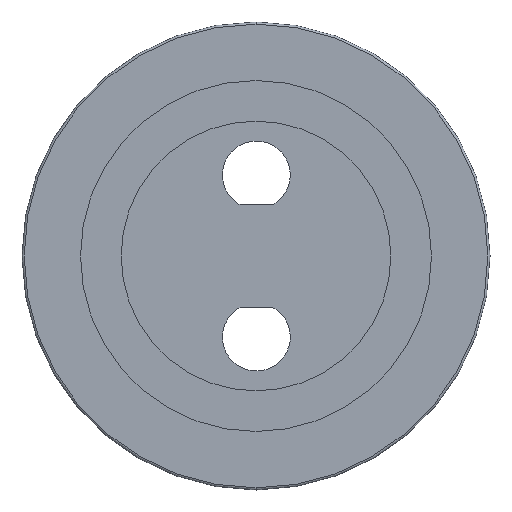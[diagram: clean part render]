
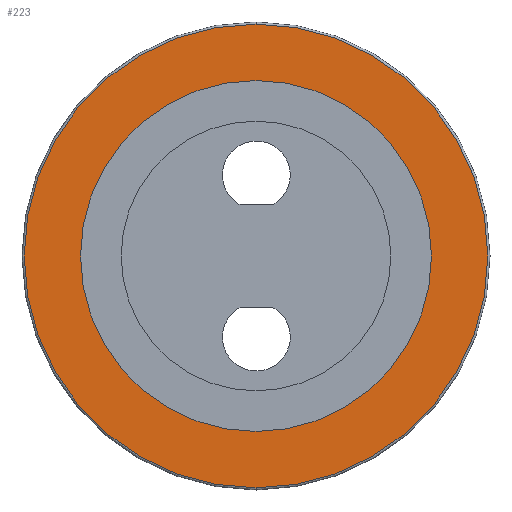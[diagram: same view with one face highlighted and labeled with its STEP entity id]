
A CAD part, front view. The second image highlights one B-rep face of the part: STEP entity #223.
In plain terms, the highlighted planar face has unit normal (0, -1, 0).
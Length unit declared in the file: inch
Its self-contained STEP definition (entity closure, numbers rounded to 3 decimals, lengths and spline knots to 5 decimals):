
#22 = ORIENTED_EDGE ( 'NONE', *, *, #403, .F. ) ;
#61 = DIRECTION ( 'NONE',  ( 0., 0., 1. ) ) ;
#62 = DIRECTION ( 'NONE',  ( 0., -1., 0. ) ) ;
#63 = CIRCLE ( 'NONE', #492, 1.07268 ) ;
#65 = DIRECTION ( 'NONE',  ( 0., 0., 1. ) ) ;
#120 = FACE_BOUND ( 'NONE', #361, .T. ) ;
#131 = CIRCLE ( 'NONE', #479, 1.07268 ) ;
#140 = VERTEX_POINT ( 'NONE', #194 ) ;
#168 = CARTESIAN_POINT ( 'NONE',  ( 0., 0., 0.81201 ) ) ;
#172 = VERTEX_POINT ( 'NONE', #532 ) ;
#178 = ORIENTED_EDGE ( 'NONE', *, *, #327, .T. ) ;
#182 = CARTESIAN_POINT ( 'NONE',  ( 0., 0., 0. ) ) ;
#194 = CARTESIAN_POINT ( 'NONE',  ( 0., 0., -1.07268 ) ) ;
#216 = EDGE_CURVE ( 'NONE', #140, #282, #131, .T. ) ;
#219 = EDGE_CURVE ( 'NONE', #450, #172, #533, .T. ) ;
#223 = ADVANCED_FACE ( 'NONE', ( #619, #120 ), #276, .F. ) ;
#225 = EDGE_LOOP ( 'NONE', ( #178, #290 ) ) ;
#263 = DIRECTION ( 'NONE',  ( 0., -1., 0. ) ) ;
#276 = PLANE ( 'NONE',  #577 ) ;
#281 = DIRECTION ( 'NONE',  ( 0., 0., 1. ) ) ;
#282 = VERTEX_POINT ( 'NONE', #546 ) ;
#290 = ORIENTED_EDGE ( 'NONE', *, *, #216, .T. ) ;
#313 = DIRECTION ( 'NONE',  ( 0., 0., -1. ) ) ;
#324 = DIRECTION ( 'NONE',  ( 0., 1., 0. ) ) ;
#327 = EDGE_CURVE ( 'NONE', #282, #140, #63, .T. ) ;
#336 = CARTESIAN_POINT ( 'NONE',  ( 0., 0., 0. ) ) ;
#361 = EDGE_LOOP ( 'NONE', ( #22, #365 ) ) ;
#365 = ORIENTED_EDGE ( 'NONE', *, *, #219, .F. ) ;
#403 = EDGE_CURVE ( 'NONE', #172, #450, #604, .T. ) ;
#428 = DIRECTION ( 'NONE',  ( 0., 0., -1. ) ) ;
#431 = CARTESIAN_POINT ( 'NONE',  ( 0., 0., 0. ) ) ;
#447 = DIRECTION ( 'NONE',  ( 0., -1., 0. ) ) ;
#450 = VERTEX_POINT ( 'NONE', #612 ) ;
#479 = AXIS2_PLACEMENT_3D ( 'NONE', #182, #480, #61 ) ;
#480 = DIRECTION ( 'NONE',  ( 0., -1., 0. ) ) ;
#492 = AXIS2_PLACEMENT_3D ( 'NONE', #336, #447, #281 ) ;
#532 = CARTESIAN_POINT ( 'NONE',  ( 0., 0., -0.81201 ) ) ;
#533 = CIRCLE ( 'NONE', #633, 0.81201 ) ;
#535 = AXIS2_PLACEMENT_3D ( 'NONE', #537, #263, #313 ) ;
#537 = CARTESIAN_POINT ( 'NONE',  ( 0., 0., 0. ) ) ;
#546 = CARTESIAN_POINT ( 'NONE',  ( 0., 0., 1.07268 ) ) ;
#577 = AXIS2_PLACEMENT_3D ( 'NONE', #168, #324, #65 ) ;
#604 = CIRCLE ( 'NONE', #535, 0.81201 ) ;
#612 = CARTESIAN_POINT ( 'NONE',  ( 0., 0., 0.81201 ) ) ;
#619 = FACE_OUTER_BOUND ( 'NONE', #225, .T. ) ;
#633 = AXIS2_PLACEMENT_3D ( 'NONE', #431, #62, #428 ) ;
